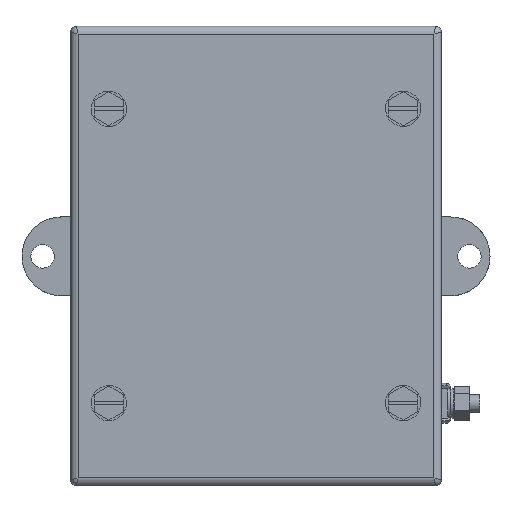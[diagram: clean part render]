
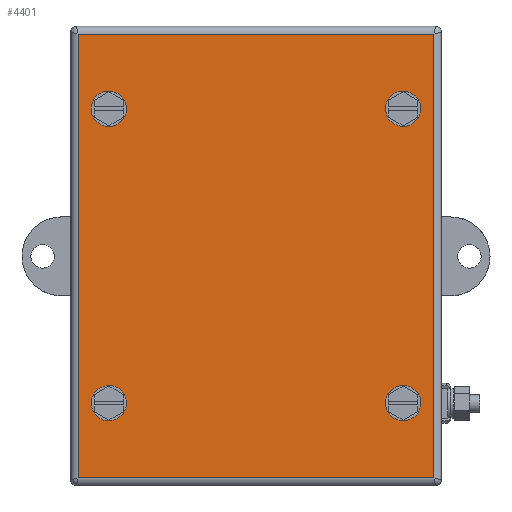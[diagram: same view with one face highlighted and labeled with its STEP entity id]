
A CAD part, top view. The second image highlights one B-rep face of the part: STEP entity #4401.
In plain terms, the highlighted planar face has unit normal (0, 0, 1).
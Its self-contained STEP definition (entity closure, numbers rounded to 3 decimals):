
#4293=AXIS2_PLACEMENT_3D('Plane Axis2P3D',#4290,#4291,#4292) ;
#4331=AXIS2_PLACEMENT_3D('Circle Axis2P3D',#4329,#4330,$) ;
#4340=AXIS2_PLACEMENT_3D('Circle Axis2P3D',#4338,#4339,$) ;
#4349=AXIS2_PLACEMENT_3D('Circle Axis2P3D',#4347,#4348,$) ;
#4358=AXIS2_PLACEMENT_3D('Circle Axis2P3D',#4356,#4357,$) ;
#4367=AXIS2_PLACEMENT_3D('Circle Axis2P3D',#4365,#4366,$) ;
#4376=AXIS2_PLACEMENT_3D('Circle Axis2P3D',#4374,#4375,$) ;
#4385=AXIS2_PLACEMENT_3D('Circle Axis2P3D',#4383,#4384,$) ;
#4394=AXIS2_PLACEMENT_3D('Circle Axis2P3D',#4392,#4393,$) ;
#4290=CARTESIAN_POINT('Axis2P3D Location',(79.5,78.,83.)) ;
#4295=CARTESIAN_POINT('Line Origine',(19.1,78.,83.)) ;
#4299=CARTESIAN_POINT('Vertex',(19.1,2.6,83.)) ;
#4301=CARTESIAN_POINT('Vertex',(19.1,153.4,83.)) ;
#4304=CARTESIAN_POINT('Line Origine',(79.5,2.6,83.)) ;
#4308=CARTESIAN_POINT('Vertex',(139.9,2.6,83.)) ;
#4311=CARTESIAN_POINT('Line Origine',(139.9,78.,83.)) ;
#4315=CARTESIAN_POINT('Vertex',(139.9,153.4,83.)) ;
#4318=CARTESIAN_POINT('Line Origine',(79.5,153.4,83.)) ;
#4329=CARTESIAN_POINT('Axis2P3D Location',(29.5,128.,83.)) ;
#4333=CARTESIAN_POINT('Vertex',(29.5,130.75,83.)) ;
#4335=CARTESIAN_POINT('Vertex',(29.5,125.25,83.)) ;
#4338=CARTESIAN_POINT('Axis2P3D Location',(29.5,128.,83.)) ;
#4347=CARTESIAN_POINT('Axis2P3D Location',(29.5,28.,83.)) ;
#4351=CARTESIAN_POINT('Vertex',(29.5,30.75,83.)) ;
#4353=CARTESIAN_POINT('Vertex',(29.5,25.25,83.)) ;
#4356=CARTESIAN_POINT('Axis2P3D Location',(29.5,28.,83.)) ;
#4365=CARTESIAN_POINT('Axis2P3D Location',(129.5,128.,83.)) ;
#4369=CARTESIAN_POINT('Vertex',(129.5,130.75,83.)) ;
#4371=CARTESIAN_POINT('Vertex',(129.5,125.25,83.)) ;
#4374=CARTESIAN_POINT('Axis2P3D Location',(129.5,128.,83.)) ;
#4383=CARTESIAN_POINT('Axis2P3D Location',(129.5,28.,83.)) ;
#4387=CARTESIAN_POINT('Vertex',(129.5,30.75,83.)) ;
#4389=CARTESIAN_POINT('Vertex',(129.5,25.25,83.)) ;
#4392=CARTESIAN_POINT('Axis2P3D Location',(129.5,28.,83.)) ;
#4291=DIRECTION('Axis2P3D Direction',(0.,0.,-1.)) ;
#4292=DIRECTION('Axis2P3D XDirection',(0.,-1.,0.)) ;
#4296=DIRECTION('Vector Direction',(0.,-1.,0.)) ;
#4305=DIRECTION('Vector Direction',(-1.,0.,0.)) ;
#4312=DIRECTION('Vector Direction',(0.,1.,0.)) ;
#4319=DIRECTION('Vector Direction',(1.,0.,0.)) ;
#4330=DIRECTION('Axis2P3D Direction',(0.,0.,-1.)) ;
#4339=DIRECTION('Axis2P3D Direction',(0.,0.,-1.)) ;
#4348=DIRECTION('Axis2P3D Direction',(0.,0.,-1.)) ;
#4357=DIRECTION('Axis2P3D Direction',(0.,0.,-1.)) ;
#4366=DIRECTION('Axis2P3D Direction',(0.,0.,-1.)) ;
#4375=DIRECTION('Axis2P3D Direction',(0.,0.,-1.)) ;
#4384=DIRECTION('Axis2P3D Direction',(0.,0.,-1.)) ;
#4393=DIRECTION('Axis2P3D Direction',(0.,0.,-1.)) ;
#4297=VECTOR('Line Direction',#4296,1.) ;
#4306=VECTOR('Line Direction',#4305,1.) ;
#4313=VECTOR('Line Direction',#4312,1.) ;
#4320=VECTOR('Line Direction',#4319,1.) ;
#4324=ORIENTED_EDGE('',*,*,#4303,.F.) ;
#4325=ORIENTED_EDGE('',*,*,#4310,.F.) ;
#4326=ORIENTED_EDGE('',*,*,#4317,.F.) ;
#4327=ORIENTED_EDGE('',*,*,#4322,.F.) ;
#4344=ORIENTED_EDGE('',*,*,#4337,.T.) ;
#4345=ORIENTED_EDGE('',*,*,#4342,.T.) ;
#4362=ORIENTED_EDGE('',*,*,#4355,.T.) ;
#4363=ORIENTED_EDGE('',*,*,#4360,.T.) ;
#4380=ORIENTED_EDGE('',*,*,#4373,.T.) ;
#4381=ORIENTED_EDGE('',*,*,#4378,.T.) ;
#4398=ORIENTED_EDGE('',*,*,#4391,.T.) ;
#4399=ORIENTED_EDGE('',*,*,#4396,.T.) ;
#4346=FACE_BOUND('',#4343,.T.) ;
#4364=FACE_BOUND('',#4361,.T.) ;
#4382=FACE_BOUND('',#4379,.T.) ;
#4400=FACE_BOUND('',#4397,.T.) ;
#4401=ADVANCED_FACE('Cover',(#4328,#4346,#4364,#4382,#4400),#4294,.F.) ;
#4332=CIRCLE('generated circle',#4331,2.75) ;
#4341=CIRCLE('generated circle',#4340,2.75) ;
#4350=CIRCLE('generated circle',#4349,2.75) ;
#4359=CIRCLE('generated circle',#4358,2.75) ;
#4368=CIRCLE('generated circle',#4367,2.75) ;
#4377=CIRCLE('generated circle',#4376,2.75) ;
#4386=CIRCLE('generated circle',#4385,2.75) ;
#4395=CIRCLE('generated circle',#4394,2.75) ;
#4303=EDGE_CURVE('',#4300,#4302,#4298,.F.) ;
#4310=EDGE_CURVE('',#4309,#4300,#4307,.T.) ;
#4317=EDGE_CURVE('',#4316,#4309,#4314,.F.) ;
#4322=EDGE_CURVE('',#4302,#4316,#4321,.T.) ;
#4337=EDGE_CURVE('',#4334,#4336,#4332,.T.) ;
#4342=EDGE_CURVE('',#4336,#4334,#4341,.T.) ;
#4355=EDGE_CURVE('',#4352,#4354,#4350,.T.) ;
#4360=EDGE_CURVE('',#4354,#4352,#4359,.T.) ;
#4373=EDGE_CURVE('',#4370,#4372,#4368,.T.) ;
#4378=EDGE_CURVE('',#4372,#4370,#4377,.T.) ;
#4391=EDGE_CURVE('',#4388,#4390,#4386,.T.) ;
#4396=EDGE_CURVE('',#4390,#4388,#4395,.T.) ;
#4323=EDGE_LOOP('',(#4324,#4325,#4326,#4327)) ;
#4343=EDGE_LOOP('',(#4344,#4345)) ;
#4361=EDGE_LOOP('',(#4362,#4363)) ;
#4379=EDGE_LOOP('',(#4380,#4381)) ;
#4397=EDGE_LOOP('',(#4398,#4399)) ;
#4328=FACE_OUTER_BOUND('',#4323,.T.) ;
#4298=LINE('Line',#4295,#4297) ;
#4307=LINE('Line',#4304,#4306) ;
#4314=LINE('Line',#4311,#4313) ;
#4321=LINE('Line',#4318,#4320) ;
#4294=PLANE('',#4293) ;
#4300=VERTEX_POINT('',#4299) ;
#4302=VERTEX_POINT('',#4301) ;
#4309=VERTEX_POINT('',#4308) ;
#4316=VERTEX_POINT('',#4315) ;
#4334=VERTEX_POINT('',#4333) ;
#4336=VERTEX_POINT('',#4335) ;
#4352=VERTEX_POINT('',#4351) ;
#4354=VERTEX_POINT('',#4353) ;
#4370=VERTEX_POINT('',#4369) ;
#4372=VERTEX_POINT('',#4371) ;
#4388=VERTEX_POINT('',#4387) ;
#4390=VERTEX_POINT('',#4389) ;
